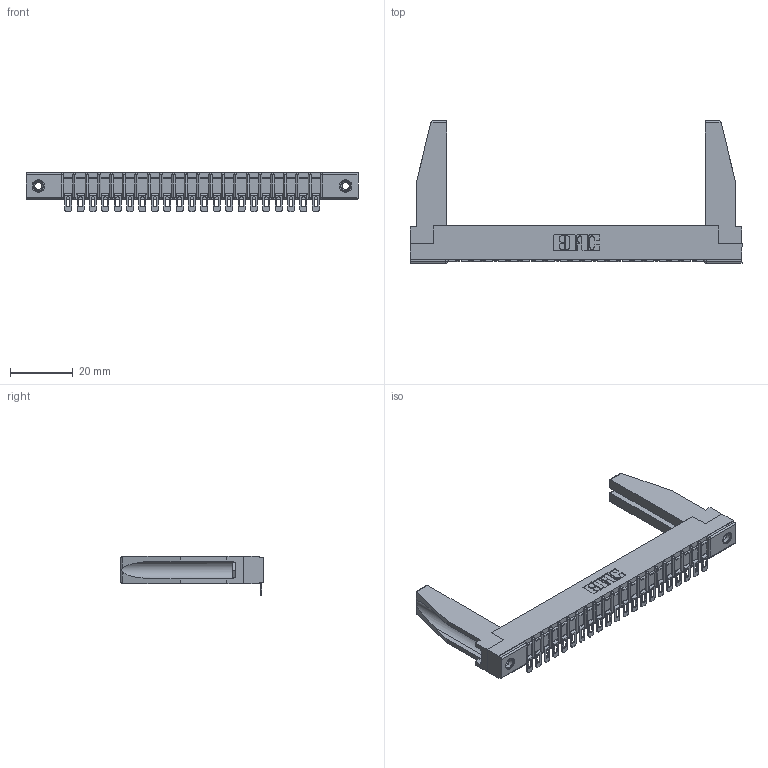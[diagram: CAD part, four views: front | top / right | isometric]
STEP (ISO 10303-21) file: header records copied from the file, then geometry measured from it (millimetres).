
FILE_DESCRIPTION (( 'STEP AP203' ), '1' );
FILE_NAME ('307-021-554-178.STEP', '2019-09-04T23:45:35', ( '' ), ( '' ), 'SwSTEP 2.0', 'SolidWorks 2016', '' );
FILE_SCHEMA (( 'CONFIG_CONTROL_DESIGN' ));
Length unit declared in the file: inch
Products named in the file (5): 307-220-078; 345-250-001_345-250-001-102; 307-290-002_554; 307 Part_.156 Dia Mounting Holes; 307-021-554-178
Assembly tree (26 placements, depth 2):
  307-021-554-178
    307 Part_.156 Dia Mounting Holes
    307-290-002_554  x21
    307-220-078  x2
    345-250-001_345-250-001-102  x2
Bounding box: 106.22 x 45.72 x 12.52 mm (x, y, z)
Volume: 11013 mm3; surface area: 16619.2 mm2
Topology: 26 solids, 26 shells, 1971 faces, 5966 edges, 3908 vertices
Faces by surface type: plane 1120, cylinder 791, sphere 44, cone 12, torus 4
Entity records: 23996 total; most frequent: CARTESIAN_POINT 4044, ORIENTED_EDGE 3990, DIRECTION 3901, EDGE_CURVE 1995, VECTOR 1515, LINE 1515, VERTEX_POINT 1294, AXIS2_PLACEMENT_3D 1193
